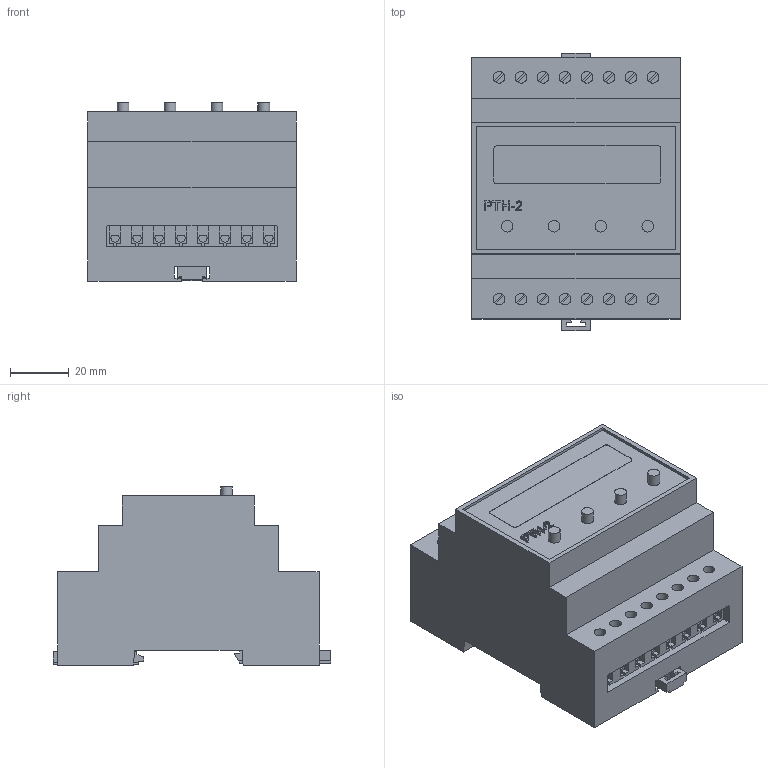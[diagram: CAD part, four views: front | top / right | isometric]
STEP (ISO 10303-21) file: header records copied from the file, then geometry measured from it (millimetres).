
FILE_DESCRIPTION(('STEP AP214'), '1');
FILE_NAME('ﾐﾒﾍ-2', '', ('UNSPECIFIED'), ('UNSPECIFIED'), 'ASCON STEP Converter 1.3', 'ASCON Math Kernel', '');
FILE_SCHEMA(('AUTOMOTIVE_DESIGN { 1 0 10303 214 3 1 1}'));
Length unit declared in the file: millimetre
Products named in the file (1): 玹襖.991002.025
Bounding box: 71 x 94.7 x 60.79 mm (x, y, z)
Volume: 61330.9 mm3; surface area: 65844.2 mm2
Topology: 2 solids, 3 shells, 572 faces, 1556 edges, 1036 vertices
Faces by surface type: plane 431, cylinder 141
Full cylindrical faces by diameter (mm): 4 x20
Entity records: 22526 total; most frequent: CARTESIAN_POINT 3145, ORIENTED_EDGE 3072, DIRECTION 3028, EDGE_CURVE 1536, LINE 1190, VECTOR 1190, VERTEX_POINT 1036, AXIS2_PLACEMENT_3D 919
